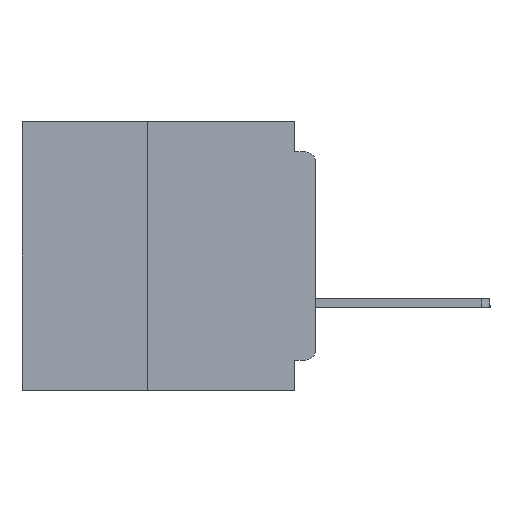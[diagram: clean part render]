
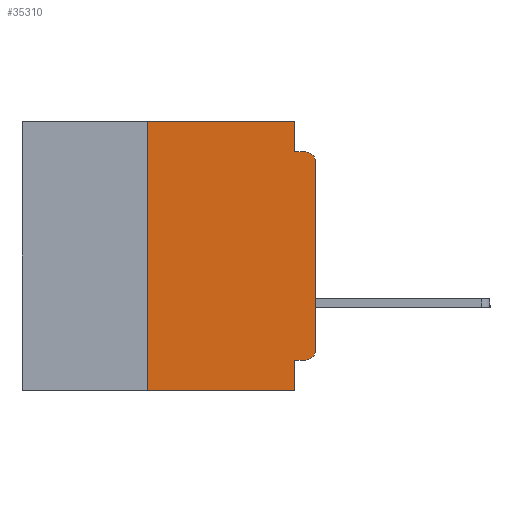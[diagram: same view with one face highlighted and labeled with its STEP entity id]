
A CAD part, left-side view. The second image highlights one B-rep face of the part: STEP entity #35310.
In plain terms, the highlighted planar face has unit normal (-1, 0, 0).
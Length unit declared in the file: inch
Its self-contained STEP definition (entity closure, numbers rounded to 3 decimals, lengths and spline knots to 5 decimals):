
#1173 = VECTOR ( 'NONE', #56826, 39.37008 ) ;
#1218 = DIRECTION ( 'NONE',  ( -1., 0., 0. ) ) ;
#1691 = CARTESIAN_POINT ( 'NONE',  ( 0., 0., -0.045 ) ) ;
#2210 = CARTESIAN_POINT ( 'NONE',  ( 0., 0.437, 0. ) ) ;
#2815 = ORIENTED_EDGE ( 'NONE', *, *, #37679, .F. ) ;
#3417 = CIRCLE ( 'NONE', #35940, 0.015 ) ;
#3536 = EDGE_CURVE ( 'NONE', #21248, #56700, #22758, .T. ) ;
#3837 = CIRCLE ( 'NONE', #14798, 0.015 ) ;
#4576 = VECTOR ( 'NONE', #39014, 39.37008 ) ;
#7348 = VERTEX_POINT ( 'NONE', #23706 ) ;
#7592 = LINE ( 'NONE', #38573, #41967 ) ;
#9441 = ORIENTED_EDGE ( 'NONE', *, *, #47373, .T. ) ;
#9589 = ORIENTED_EDGE ( 'NONE', *, *, #3536, .F. ) ;
#9606 = CARTESIAN_POINT ( 'NONE',  ( 0., 0.25, -0.4 ) ) ;
#10282 = VECTOR ( 'NONE', #29218, 39.37008 ) ;
#10418 = EDGE_LOOP ( 'NONE', ( #53043, #9441, #2815, #54077, #14164, #38918, #52623, #53478, #9589, #53595 ) ) ;
#10761 = EDGE_CURVE ( 'NONE', #56700, #18580, #7592, .T. ) ;
#11017 = VERTEX_POINT ( 'NONE', #46049 ) ;
#11593 = DIRECTION ( 'NONE',  ( 1., 0., 0. ) ) ;
#12453 = DIRECTION ( 'NONE',  ( -1., 0., 0. ) ) ;
#14164 = ORIENTED_EDGE ( 'NONE', *, *, #38378, .F. ) ;
#14798 = AXIS2_PLACEMENT_3D ( 'NONE', #39358, #12453, #43745 ) ;
#15938 = CARTESIAN_POINT ( 'NONE',  ( 0., 0.437, 0. ) ) ;
#16633 = LINE ( 'NONE', #43227, #4576 ) ;
#16638 = DIRECTION ( 'NONE',  ( 0., -1., 0. ) ) ;
#18580 = VERTEX_POINT ( 'NONE', #55491 ) ;
#20946 = LINE ( 'NONE', #56387, #44639 ) ;
#21248 = VERTEX_POINT ( 'NONE', #32344 ) ;
#21368 = VECTOR ( 'NONE', #24255, 39.37008 ) ;
#22641 = CARTESIAN_POINT ( 'NONE',  ( 0., 0., -0.06 ) ) ;
#22758 = LINE ( 'NONE', #47651, #45007 ) ;
#22795 = LINE ( 'NONE', #1691, #21368 ) ;
#23001 = VECTOR ( 'NONE', #29377, 39.37008 ) ;
#23706 = CARTESIAN_POINT ( 'NONE',  ( 0., 0., -0.34 ) ) ;
#23740 = EDGE_CURVE ( 'NONE', #11017, #30356, #37695, .T. ) ;
#24255 = DIRECTION ( 'NONE',  ( 0., -1., 0. ) ) ;
#24927 = CARTESIAN_POINT ( 'NONE',  ( 0., 0.031, 0. ) ) ;
#25257 = LINE ( 'NONE', #30807, #1173 ) ;
#26036 = AXIS2_PLACEMENT_3D ( 'NONE', #15938, #11593, #42905 ) ;
#26843 = VERTEX_POINT ( 'NONE', #45271 ) ;
#28239 = CARTESIAN_POINT ( 'NONE',  ( 0., 0.015, -0.34 ) ) ;
#29218 = DIRECTION ( 'NONE',  ( 0., -1., 0. ) ) ;
#29377 = DIRECTION ( 'NONE',  ( 0., 0., -1. ) ) ;
#30356 = VERTEX_POINT ( 'NONE', #31496 ) ;
#30807 = CARTESIAN_POINT ( 'NONE',  ( 0., 0.25, -0.4 ) ) ;
#31158 = EDGE_CURVE ( 'NONE', #21248, #7348, #3417, .T. ) ;
#31496 = CARTESIAN_POINT ( 'NONE',  ( 0., 0.031, -0.045 ) ) ;
#32344 = CARTESIAN_POINT ( 'NONE',  ( 0., 0.015, -0.355 ) ) ;
#32751 = DIRECTION ( 'NONE',  ( 0., 0., -1. ) ) ;
#35310 = ADVANCED_FACE ( 'NONE', ( #44660 ), #55907, .F. ) ;
#35940 = AXIS2_PLACEMENT_3D ( 'NONE', #28239, #1218, #32751 ) ;
#37679 = EDGE_CURVE ( 'NONE', #30356, #52921, #22795, .T. ) ;
#37695 = LINE ( 'NONE', #24927, #23001 ) ;
#38082 = VERTEX_POINT ( 'NONE', #22641 ) ;
#38378 = EDGE_CURVE ( 'NONE', #26843, #11017, #57550, .T. ) ;
#38478 = EDGE_CURVE ( 'NONE', #7348, #38082, #16633, .T. ) ;
#38573 = CARTESIAN_POINT ( 'NONE',  ( 0., 0.031, -0.4 ) ) ;
#38645 = CARTESIAN_POINT ( 'NONE',  ( 0., 0.031, -0.355 ) ) ;
#38918 = ORIENTED_EDGE ( 'NONE', *, *, #42748, .F. ) ;
#39014 = DIRECTION ( 'NONE',  ( 0., 0., 1. ) ) ;
#39358 = CARTESIAN_POINT ( 'NONE',  ( 0., 0.015, -0.06 ) ) ;
#40671 = VERTEX_POINT ( 'NONE', #9606 ) ;
#41967 = VECTOR ( 'NONE', #43006, 39.37008 ) ;
#42748 = EDGE_CURVE ( 'NONE', #40671, #26843, #25257, .T. ) ;
#42905 = DIRECTION ( 'NONE',  ( 0., 0., -1. ) ) ;
#43006 = DIRECTION ( 'NONE',  ( 0., 0., -1. ) ) ;
#43227 = CARTESIAN_POINT ( 'NONE',  ( 0., 0., 0. ) ) ;
#43243 = EDGE_CURVE ( 'NONE', #40671, #18580, #20946, .T. ) ;
#43745 = DIRECTION ( 'NONE',  ( 0., 0., -1. ) ) ;
#44639 = VECTOR ( 'NONE', #16638, 39.37008 ) ;
#44660 = FACE_OUTER_BOUND ( 'NONE', #10418, .T. ) ;
#45007 = VECTOR ( 'NONE', #48335, 39.37008 ) ;
#45271 = CARTESIAN_POINT ( 'NONE',  ( 0., 0.25, 0. ) ) ;
#46049 = CARTESIAN_POINT ( 'NONE',  ( 0., 0.031, 0. ) ) ;
#47373 = EDGE_CURVE ( 'NONE', #38082, #52921, #3837, .T. ) ;
#47651 = CARTESIAN_POINT ( 'NONE',  ( 0., 0., -0.355 ) ) ;
#48245 = CARTESIAN_POINT ( 'NONE',  ( 0., 0.015, -0.045 ) ) ;
#48335 = DIRECTION ( 'NONE',  ( 0., 1., 0. ) ) ;
#52623 = ORIENTED_EDGE ( 'NONE', *, *, #43243, .T. ) ;
#52921 = VERTEX_POINT ( 'NONE', #48245 ) ;
#53043 = ORIENTED_EDGE ( 'NONE', *, *, #38478, .T. ) ;
#53478 = ORIENTED_EDGE ( 'NONE', *, *, #10761, .F. ) ;
#53595 = ORIENTED_EDGE ( 'NONE', *, *, #31158, .T. ) ;
#54077 = ORIENTED_EDGE ( 'NONE', *, *, #23740, .F. ) ;
#55491 = CARTESIAN_POINT ( 'NONE',  ( 0., 0.031, -0.4 ) ) ;
#55907 = PLANE ( 'NONE',  #26036 ) ;
#56387 = CARTESIAN_POINT ( 'NONE',  ( 0., 0.437, -0.4 ) ) ;
#56700 = VERTEX_POINT ( 'NONE', #38645 ) ;
#56826 = DIRECTION ( 'NONE',  ( 0., 0., 1. ) ) ;
#57550 = LINE ( 'NONE', #2210, #10282 ) ;
